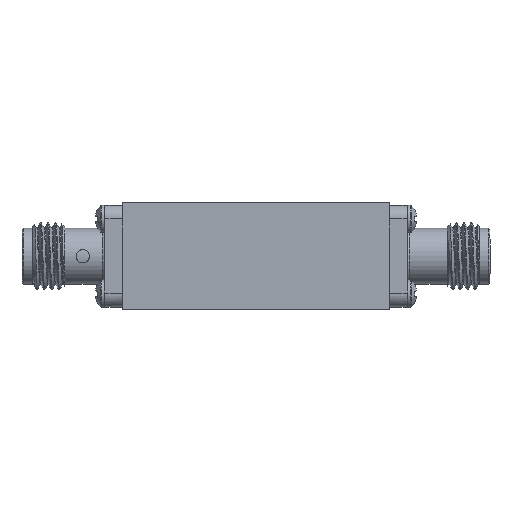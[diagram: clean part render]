
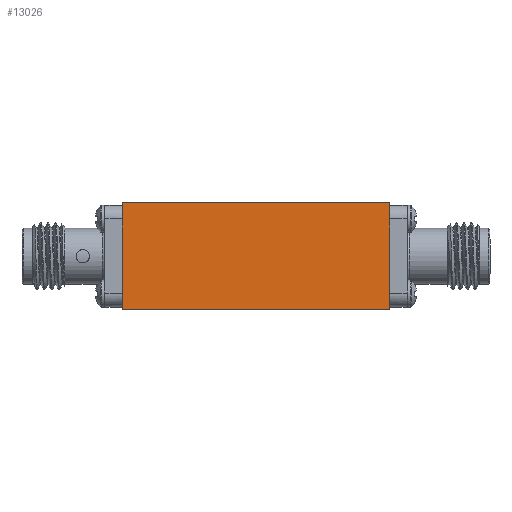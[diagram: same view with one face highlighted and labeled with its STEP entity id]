
A CAD part, front view. The second image highlights one B-rep face of the part: STEP entity #13026.
In plain terms, the highlighted planar face has unit normal (0, -1, 0).
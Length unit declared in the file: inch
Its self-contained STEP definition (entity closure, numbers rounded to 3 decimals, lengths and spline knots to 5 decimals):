
#670 = CARTESIAN_POINT ( 'NONE',  ( -0.5, -0.25, 0.2 ) ) ;
#1178 = DIRECTION ( 'NONE',  ( 1., 0., 0. ) ) ;
#3970 = ORIENTED_EDGE ( 'NONE', *, *, #41389, .F. ) ;
#6420 = EDGE_CURVE ( 'NONE', #7066, #39177, #19906, .T. ) ;
#6564 = FACE_OUTER_BOUND ( 'NONE', #15787, .T. ) ;
#7066 = VERTEX_POINT ( 'NONE', #49745 ) ;
#9662 = DIRECTION ( 'NONE',  ( 1., 0., 0. ) ) ;
#11866 = ORIENTED_EDGE ( 'NONE', *, *, #6420, .T. ) ;
#11973 = LINE ( 'NONE', #670, #20413 ) ;
#13026 = ADVANCED_FACE ( 'NONE', ( #6564 ), #33490, .F. ) ;
#14258 = DIRECTION ( 'NONE',  ( 0., 1., 0. ) ) ;
#15787 = EDGE_LOOP ( 'NONE', ( #11866, #17961, #3970, #36450 ) ) ;
#17657 = CARTESIAN_POINT ( 'NONE',  ( 0.5, -0.25, 0.2 ) ) ;
#17961 = ORIENTED_EDGE ( 'NONE', *, *, #43191, .F. ) ;
#19906 = LINE ( 'NONE', #39392, #42794 ) ;
#20413 = VECTOR ( 'NONE', #1178, 39.37008 ) ;
#24041 = DIRECTION ( 'NONE',  ( 0., 0., -1. ) ) ;
#25313 = EDGE_CURVE ( 'NONE', #42780, #7066, #39935, .T. ) ;
#25526 = AXIS2_PLACEMENT_3D ( 'NONE', #49166, #14258, #9662 ) ;
#29967 = DIRECTION ( 'NONE',  ( 1., 0., 0. ) ) ;
#31368 = VERTEX_POINT ( 'NONE', #39544 ) ;
#33490 = PLANE ( 'NONE',  #25526 ) ;
#36450 = ORIENTED_EDGE ( 'NONE', *, *, #25313, .T. ) ;
#36987 = VECTOR ( 'NONE', #24041, 39.37008 ) ;
#37127 = LINE ( 'NONE', #17657, #45025 ) ;
#39177 = VERTEX_POINT ( 'NONE', #49011 ) ;
#39392 = CARTESIAN_POINT ( 'NONE',  ( -0.5, -0.25, -0.2 ) ) ;
#39544 = CARTESIAN_POINT ( 'NONE',  ( 0.5, -0.25, 0.2 ) ) ;
#39935 = LINE ( 'NONE', #48388, #36987 ) ;
#40873 = CARTESIAN_POINT ( 'NONE',  ( -0.5, -0.25, 0.2 ) ) ;
#41389 = EDGE_CURVE ( 'NONE', #42780, #31368, #11973, .T. ) ;
#42780 = VERTEX_POINT ( 'NONE', #40873 ) ;
#42794 = VECTOR ( 'NONE', #29967, 39.37008 ) ;
#43191 = EDGE_CURVE ( 'NONE', #31368, #39177, #37127, .T. ) ;
#45025 = VECTOR ( 'NONE', #48950, 39.37008 ) ;
#48388 = CARTESIAN_POINT ( 'NONE',  ( -0.5, -0.25, 0.2 ) ) ;
#48950 = DIRECTION ( 'NONE',  ( 0., 0., -1. ) ) ;
#49011 = CARTESIAN_POINT ( 'NONE',  ( 0.5, -0.25, -0.2 ) ) ;
#49166 = CARTESIAN_POINT ( 'NONE',  ( -0.5, -0.25, 0.2 ) ) ;
#49745 = CARTESIAN_POINT ( 'NONE',  ( -0.5, -0.25, -0.2 ) ) ;
